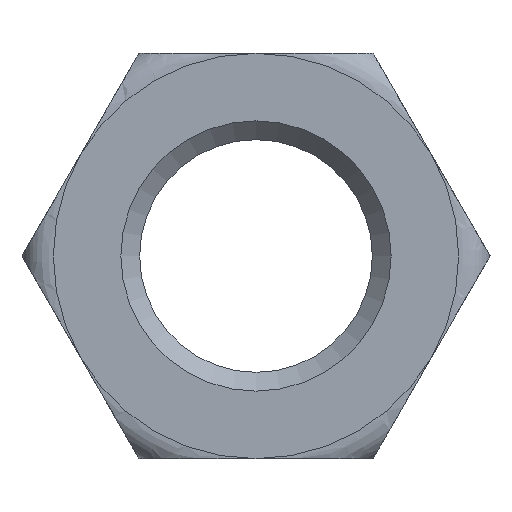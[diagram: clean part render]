
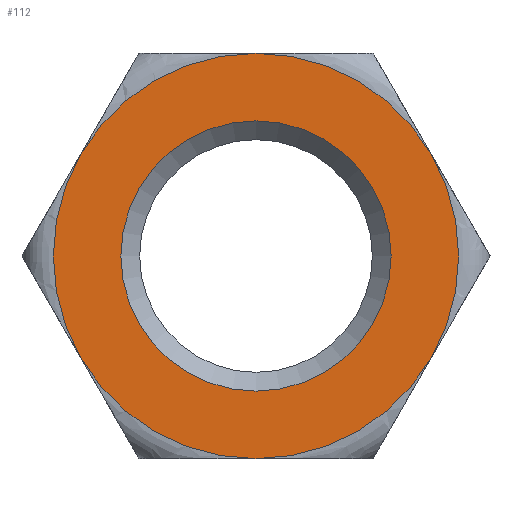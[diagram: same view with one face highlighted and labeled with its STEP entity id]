
A CAD part, front view. The second image highlights one B-rep face of the part: STEP entity #112.
In plain terms, the highlighted planar face has unit normal (0, -1, 0).
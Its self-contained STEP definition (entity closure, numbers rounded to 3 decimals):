
#1 = CARTESIAN_POINT ( 'NONE',  ( 0., -7.5, -13.5 ) ) ;
#6 = VERTEX_POINT ( 'NONE', #339 ) ;
#8 = DIRECTION ( 'NONE',  ( 0., 1., 0. ) ) ;
#26 = CIRCLE ( 'NONE', #44, 13.5 ) ;
#32 = VERTEX_POINT ( 'NONE', #282 ) ;
#44 = AXIS2_PLACEMENT_3D ( 'NONE', #145, #149, #394 ) ;
#60 = EDGE_LOOP ( 'NONE', ( #277 ) ) ;
#64 = EDGE_CURVE ( 'NONE', #32, #233, #26, .T. ) ;
#85 = DIRECTION ( 'NONE',  ( 0., 1., 0. ) ) ;
#102 = DIRECTION ( 'NONE',  ( 1., 0., 0. ) ) ;
#112 = ADVANCED_FACE ( 'NONE', ( #1047, #247 ), #570, .F. ) ;
#140 = DIRECTION ( 'NONE',  ( 0., 1., 0. ) ) ;
#145 = CARTESIAN_POINT ( 'NONE',  ( 0., -7.5, 0. ) ) ;
#149 = DIRECTION ( 'NONE',  ( 0., 1., 0. ) ) ;
#178 = EDGE_LOOP ( 'NONE', ( #876, #355, #715, #922, #621, #724 ) ) ;
#182 = VERTEX_POINT ( 'NONE', #673 ) ;
#183 = DIRECTION ( 'NONE',  ( 0., 1., 0. ) ) ;
#192 = VERTEX_POINT ( 'NONE', #575 ) ;
#233 = VERTEX_POINT ( 'NONE', #926 ) ;
#239 = AXIS2_PLACEMENT_3D ( 'NONE', #256, #8, #836 ) ;
#245 = CARTESIAN_POINT ( 'NONE',  ( 0., -7.5, 0. ) ) ;
#247 = FACE_OUTER_BOUND ( 'NONE', #178, .T. ) ;
#256 = CARTESIAN_POINT ( 'NONE',  ( 0., -7.5, 0. ) ) ;
#274 = EDGE_CURVE ( 'NONE', #1021, #192, #958, .T. ) ;
#277 = ORIENTED_EDGE ( 'NONE', *, *, #718, .T. ) ;
#282 = CARTESIAN_POINT ( 'NONE',  ( 11.691, -7.5, 6.75 ) ) ;
#294 = AXIS2_PLACEMENT_3D ( 'NONE', #819, #85, #992 ) ;
#298 = CARTESIAN_POINT ( 'NONE',  ( 0., -7.5, 0. ) ) ;
#322 = VERTEX_POINT ( 'NONE', #831 ) ;
#327 = AXIS2_PLACEMENT_3D ( 'NONE', #341, #753, #655 ) ;
#339 = CARTESIAN_POINT ( 'NONE',  ( 0., -7.5, 9. ) ) ;
#341 = CARTESIAN_POINT ( 'NONE',  ( 0., -7.5, 0. ) ) ;
#351 = EDGE_CURVE ( 'NONE', #233, #1021, #852, .T. ) ;
#355 = ORIENTED_EDGE ( 'NONE', *, *, #64, .F. ) ;
#362 = CIRCLE ( 'NONE', #1056, 13.5 ) ;
#394 = DIRECTION ( 'NONE',  ( 1., 0., 0. ) ) ;
#400 = EDGE_CURVE ( 'NONE', #182, #32, #801, .T. ) ;
#429 = EDGE_CURVE ( 'NONE', #322, #182, #648, .T. ) ;
#462 = AXIS2_PLACEMENT_3D ( 'NONE', #468, #140, #792 ) ;
#468 = CARTESIAN_POINT ( 'NONE',  ( 0., -7.5, 0. ) ) ;
#570 = PLANE ( 'NONE',  #462 ) ;
#572 = DIRECTION ( 'NONE',  ( 0., 1., 0. ) ) ;
#575 = CARTESIAN_POINT ( 'NONE',  ( -11.691, -7.5, -6.75 ) ) ;
#618 = DIRECTION ( 'NONE',  ( 0., 1., 0. ) ) ;
#621 = ORIENTED_EDGE ( 'NONE', *, *, #851, .F. ) ;
#648 = CIRCLE ( 'NONE', #294, 13.5 ) ;
#654 = DIRECTION ( 'NONE',  ( 0., 0., 1. ) ) ;
#655 = DIRECTION ( 'NONE',  ( 1., 0., 0. ) ) ;
#665 = AXIS2_PLACEMENT_3D ( 'NONE', #298, #618, #945 ) ;
#673 = CARTESIAN_POINT ( 'NONE',  ( 0., -7.5, 13.5 ) ) ;
#715 = ORIENTED_EDGE ( 'NONE', *, *, #400, .F. ) ;
#718 = EDGE_CURVE ( 'NONE', #6, #6, #723, .T. ) ;
#723 = CIRCLE ( 'NONE', #1023, 9. ) ;
#724 = ORIENTED_EDGE ( 'NONE', *, *, #274, .F. ) ;
#753 = DIRECTION ( 'NONE',  ( 0., 1., 0. ) ) ;
#792 = DIRECTION ( 'NONE',  ( 0., 0., 1. ) ) ;
#801 = CIRCLE ( 'NONE', #239, 13.5 ) ;
#819 = CARTESIAN_POINT ( 'NONE',  ( 0., -7.5, 0. ) ) ;
#831 = CARTESIAN_POINT ( 'NONE',  ( -11.691, -7.5, 6.75 ) ) ;
#836 = DIRECTION ( 'NONE',  ( 1., 0., 0. ) ) ;
#846 = CARTESIAN_POINT ( 'NONE',  ( 0., -7.5, 0. ) ) ;
#851 = EDGE_CURVE ( 'NONE', #192, #322, #362, .T. ) ;
#852 = CIRCLE ( 'NONE', #327, 13.5 ) ;
#876 = ORIENTED_EDGE ( 'NONE', *, *, #351, .F. ) ;
#922 = ORIENTED_EDGE ( 'NONE', *, *, #429, .F. ) ;
#926 = CARTESIAN_POINT ( 'NONE',  ( 11.691, -7.5, -6.75 ) ) ;
#945 = DIRECTION ( 'NONE',  ( 1., 0., 0. ) ) ;
#958 = CIRCLE ( 'NONE', #665, 13.5 ) ;
#992 = DIRECTION ( 'NONE',  ( -1., 0., 0. ) ) ;
#1021 = VERTEX_POINT ( 'NONE', #1 ) ;
#1023 = AXIS2_PLACEMENT_3D ( 'NONE', #245, #572, #654 ) ;
#1047 = FACE_BOUND ( 'NONE', #60, .T. ) ;
#1056 = AXIS2_PLACEMENT_3D ( 'NONE', #846, #183, #102 ) ;
